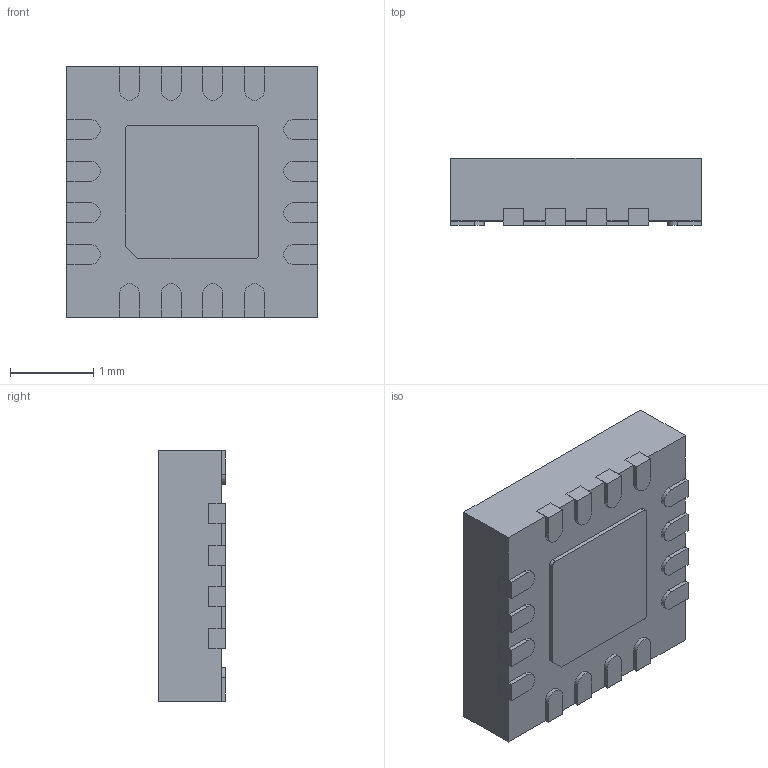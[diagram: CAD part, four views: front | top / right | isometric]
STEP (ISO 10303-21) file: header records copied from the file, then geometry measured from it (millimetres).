
FILE_DESCRIPTION (( 'STEP AP214' ), '1' );
FILE_NAME ('AD5143.STEP', '2023-11-20T07:37:58', ( '' ), ( '' ), 'SwSTEP 2.0', 'SolidWorks 2021', '' );
FILE_SCHEMA (( 'AUTOMOTIVE_DESIGN' ));
Length unit declared in the file: millimetre
Products named in the file (1): AD5143
Bounding box: 3 x 0.8 x 3 mm (x, y, z)
Volume: 6.9 mm3; surface area: 42.8 mm2
Topology: 19 solids, 19 shells, 200 faces, 480 edges, 320 vertices
Faces by surface type: plane 150, cylinder 50
Entity records: 5980 total; most frequent: CARTESIAN_POINT 1001, DIRECTION 982, ORIENTED_EDGE 960, EDGE_CURVE 480, LINE 380, VECTOR 380, VERTEX_POINT 320, AXIS2_PLACEMENT_3D 301
